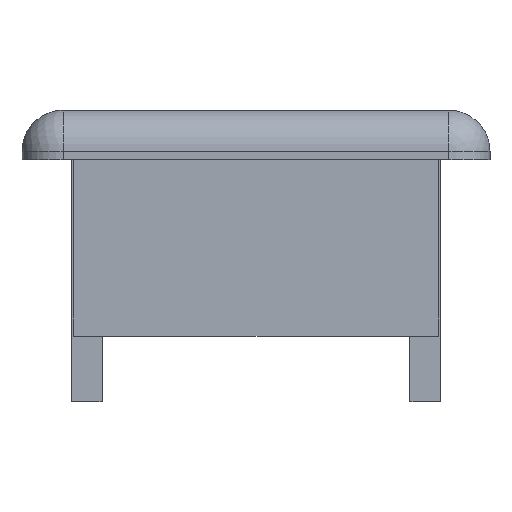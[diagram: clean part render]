
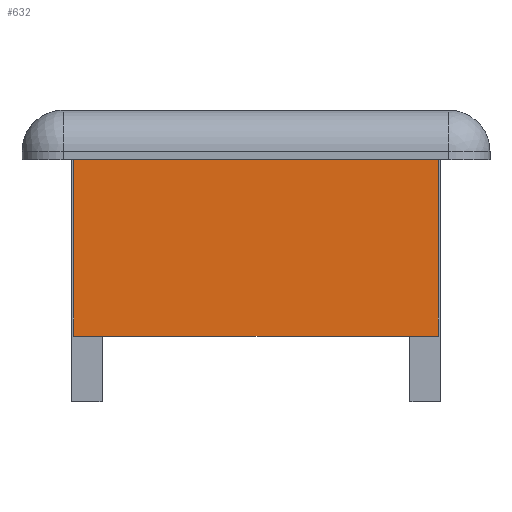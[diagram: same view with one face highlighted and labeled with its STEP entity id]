
A CAD part, left-side view. The second image highlights one B-rep face of the part: STEP entity #632.
In plain terms, the highlighted planar face has unit normal (-1, 0, 0).
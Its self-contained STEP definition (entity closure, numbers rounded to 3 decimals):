
#31=PLANE('',#710);
#72=FACE_OUTER_BOUND('',#115,.T.);
#115=EDGE_LOOP('',(#540,#541,#542,#543));
#158=LINE('',#1002,#227);
#175=LINE('',#1037,#244);
#177=LINE('',#1041,#246);
#178=LINE('',#1042,#247);
#227=VECTOR('',#821,10.);
#244=VECTOR('',#854,10.);
#246=VECTOR('',#858,10.);
#247=VECTOR('',#859,10.);
#311=VERTEX_POINT('',#987);
#318=VERTEX_POINT('',#1000);
#327=VERTEX_POINT('',#1034);
#329=VERTEX_POINT('',#1040);
#386=EDGE_CURVE('',#318,#311,#158,.T.);
#403=EDGE_CURVE('',#318,#327,#175,.T.);
#405=EDGE_CURVE('',#329,#327,#177,.T.);
#406=EDGE_CURVE('',#311,#329,#178,.T.);
#540=ORIENTED_EDGE('',*,*,#405,.F.);
#541=ORIENTED_EDGE('',*,*,#406,.F.);
#542=ORIENTED_EDGE('',*,*,#386,.F.);
#543=ORIENTED_EDGE('',*,*,#403,.T.);
#632=ADVANCED_FACE('',(#72),#31,.T.);
#710=AXIS2_PLACEMENT_3D('',#1039,#856,#857);
#821=DIRECTION('',(0.,-1.,0.));
#854=DIRECTION('',(0.,0.,-1.));
#856=DIRECTION('center_axis',(-1.,0.,0.));
#857=DIRECTION('ref_axis',(0.,1.,0.));
#858=DIRECTION('',(0.,1.,0.));
#859=DIRECTION('',(0.,0.,-1.));
#987=CARTESIAN_POINT('',(-22.25,-8.875,0.));
#1000=CARTESIAN_POINT('',(-22.25,8.875,0.));
#1002=CARTESIAN_POINT('',(-22.25,9.,0.));
#1034=CARTESIAN_POINT('',(-22.25,8.875,-8.6));
#1037=CARTESIAN_POINT('',(-22.25,8.875,0.));
#1039=CARTESIAN_POINT('Origin',(-22.25,-8.875,0.));
#1040=CARTESIAN_POINT('',(-22.25,-8.875,-8.6));
#1041=CARTESIAN_POINT('',(-22.25,-4.437,-8.6));
#1042=CARTESIAN_POINT('',(-22.25,-8.875,0.));
